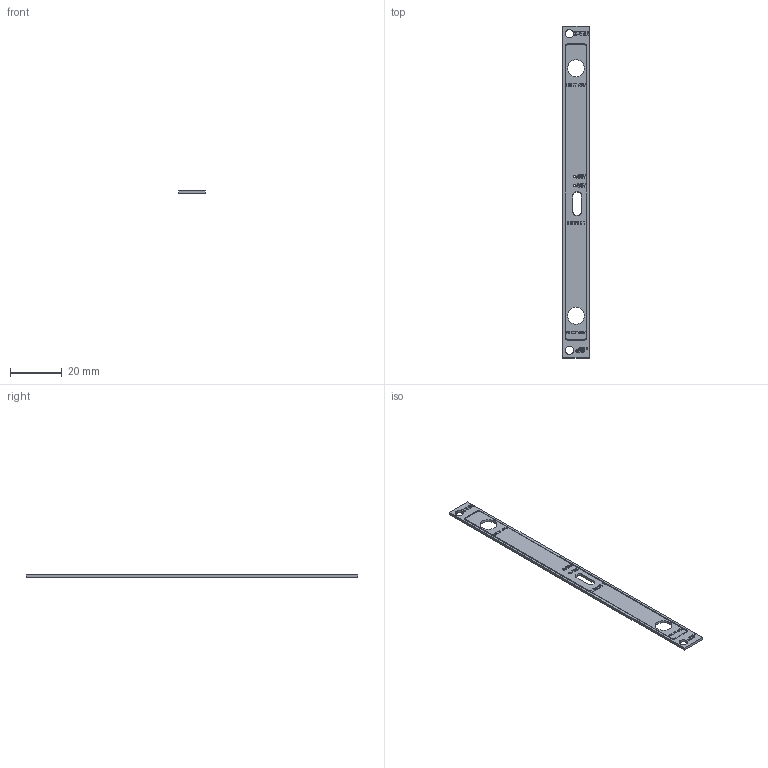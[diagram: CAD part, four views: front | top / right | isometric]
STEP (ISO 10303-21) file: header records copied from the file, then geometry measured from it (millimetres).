
FILE_DESCRIPTION (( 'STEP AP214' ), '1' );
FILE_NAME ('13_IPS2_usbC_frontpanel.STEP', '2019-10-16T09:28:40', ( '' ), ( '' ), 'SwSTEP 2.0', 'SolidWorks 2013', '' );
FILE_SCHEMA (( 'AUTOMOTIVE_DESIGN' ));
Length unit declared in the file: millimetre
Products named in the file (1): 13_IPS2_usbC_frontpanel
Bounding box: 10.1 x 128.7 x 1 mm (x, y, z)
Volume: 1184.4 mm3; surface area: 2777.3 mm2
Topology: 1 solids, 1 shells, 645 faces, 1809 edges, 1206 vertices
Faces by surface type: plane 322, bspline 297, cylinder 26
Entity records: 39240 total; most frequent: CARTESIAN_POINT 17734, ORIENTED_EDGE 3618, DIRECTION 1965, EDGE_CURVE 1809, VERTEX_POINT 1206, LINE 1163, VECTOR 1163, EDGE_LOOP 699
